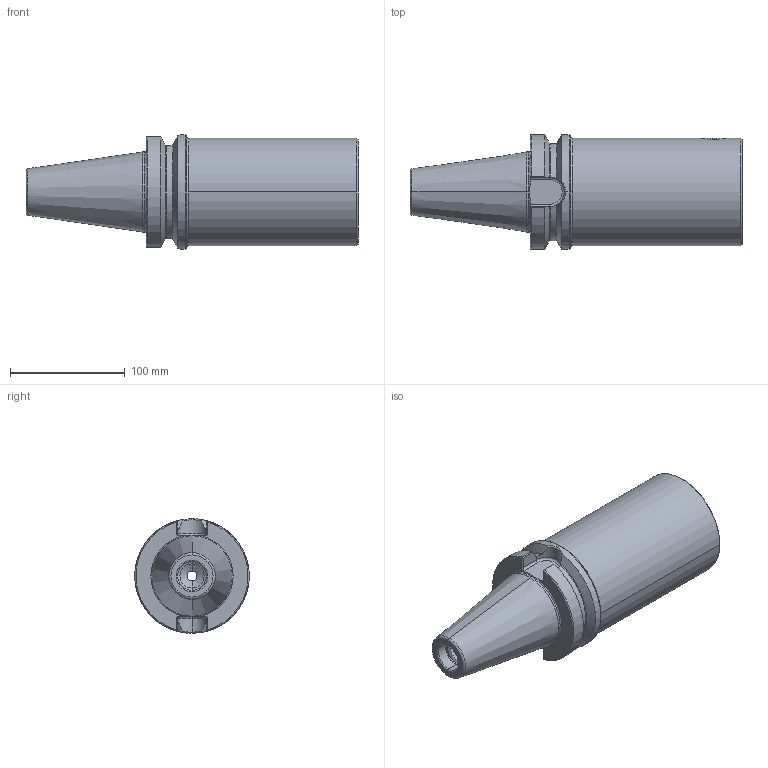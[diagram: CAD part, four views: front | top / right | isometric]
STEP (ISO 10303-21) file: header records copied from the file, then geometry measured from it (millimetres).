
FILE_DESCRIPTION (( 'STEP AP214' ), '1' );
FILE_NAME ('102.512.942.STEP', '2017-06-09T14:35:30', ( 'SWIAdmin' ), ( 'Hewlett-Packard Company' ), 'SwSTEP 2.0', 'SolidWorks 2017', '' );
FILE_SCHEMA (( 'AUTOMOTIVE_DESIGN' ));
Length unit declared in the file: millimetre
Products named in the file (3): BT5-MB9.K01.188_C; MB9-ER1.001.032_A; 102.512.942
Assembly tree (2 placements, depth 2):
  102.512.942
    BT5-MB9.K01.188_C
    MB9-ER1.001.032_A
Bounding box: 289.8 x 100 x 100 mm (x, y, z)
Volume: 1391221.5 mm3; surface area: 108632.2 mm2
Topology: 2 solids, 2 shells, 156 faces, 387 edges, 234 vertices
Faces by surface type: cylinder 51, plane 42, cone 34, torus 27, bspline 2
Entity records: 5331 total; most frequent: CARTESIAN_POINT 1511, DIRECTION 787, ORIENTED_EDGE 770, EDGE_CURVE 385, AXIS2_PLACEMENT_3D 322, VERTEX_POINT 234, CIRCLE 163, EDGE_LOOP 161
